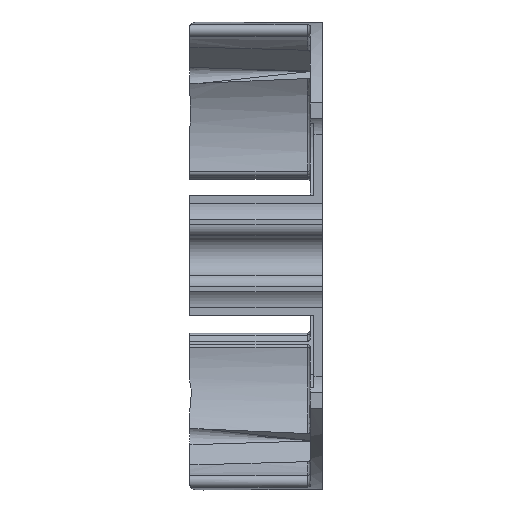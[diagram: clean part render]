
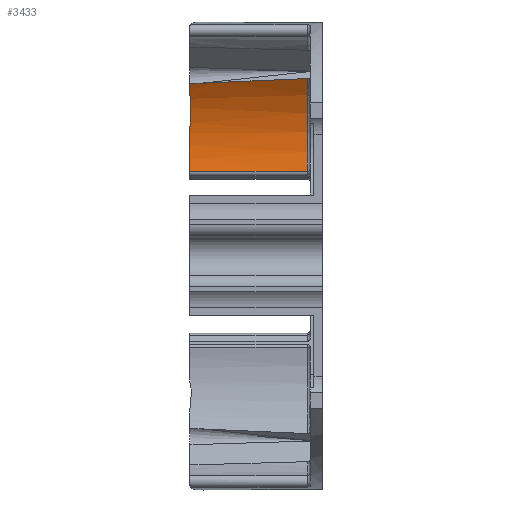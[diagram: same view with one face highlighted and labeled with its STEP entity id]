
A CAD part, top view. The second image highlights one B-rep face of the part: STEP entity #3433.
In plain terms, the highlighted cylindrical face has radius 9.3 mm (diameter 18.6 mm), a partial arc.
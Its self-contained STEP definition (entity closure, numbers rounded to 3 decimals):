
#56=ELLIPSE('',#3888,177.698,9.3);
#212=B_SPLINE_CURVE_WITH_KNOTS('',3,(#6882,#6883,#6884,#6885,#6886,#6887,
#6888,#6889),.UNSPECIFIED.,.F.,.F.,(4,2,2,4),(1.032,1.063,
1.176,1.217),.UNSPECIFIED.);
#216=B_SPLINE_CURVE_WITH_KNOTS('',3,(#6963,#6964,#6965,#6966),
 .UNSPECIFIED.,.F.,.F.,(4,4),(1.497,1.587),
 .UNSPECIFIED.);
#471=FACE_OUTER_BOUND('',#673,.T.);
#673=EDGE_LOOP('',(#3113,#3114,#3115,#3116,#3117,#3118,#3119));
#813=LINE('',#7115,#983);
#983=VECTOR('',#4796,10.);
#1174=CIRCLE('',#3676,9.3);
#1229=CIRCLE('',#3777,9.3);
#1247=CIRCLE('',#3839,9.3);
#1468=VERTEX_POINT('',#6622);
#1469=VERTEX_POINT('',#6626);
#1518=VERTEX_POINT('',#6880);
#1519=VERTEX_POINT('',#6881);
#1527=VERTEX_POINT('',#6927);
#1535=VERTEX_POINT('',#6962);
#1578=VERTEX_POINT('',#7114);
#1879=EDGE_CURVE('',#1469,#1468,#1174,.T.);
#1965=EDGE_CURVE('',#1518,#1519,#212,.T.);
#1982=EDGE_CURVE('',#1519,#1527,#1229,.F.);
#1997=EDGE_CURVE('',#1535,#1527,#216,.F.);
#2066=EDGE_CURVE('',#1468,#1578,#813,.T.);
#2068=EDGE_CURVE('',#1578,#1518,#1247,.F.);
#2115=EDGE_CURVE('',#1469,#1535,#56,.F.);
#3113=ORIENTED_EDGE('',*,*,#1879,.F.);
#3114=ORIENTED_EDGE('',*,*,#2115,.T.);
#3115=ORIENTED_EDGE('',*,*,#1997,.T.);
#3116=ORIENTED_EDGE('',*,*,#1982,.F.);
#3117=ORIENTED_EDGE('',*,*,#1965,.F.);
#3118=ORIENTED_EDGE('',*,*,#2068,.F.);
#3119=ORIENTED_EDGE('',*,*,#2066,.F.);
#3240=CYLINDRICAL_SURFACE('',#3887,9.3);
#3433=ADVANCED_FACE('',(#471),#3240,.F.);
#3676=AXIS2_PLACEMENT_3D('',#6637,#4400,#4401);
#3777=AXIS2_PLACEMENT_3D('',#6928,#4632,#4633);
#3839=AXIS2_PLACEMENT_3D('',#7118,#4801,#4802);
#3887=AXIS2_PLACEMENT_3D('',#7213,#4932,#4933);
#3888=AXIS2_PLACEMENT_3D('',#7214,#4934,#4935);
#4400=DIRECTION('center_axis',(-1.,0.,0.));
#4401=DIRECTION('ref_axis',(0.,0.2,-0.98));
#4632=DIRECTION('center_axis',(-1.,0.,0.));
#4633=DIRECTION('ref_axis',(0.,1.,0.));
#4796=DIRECTION('',(-1.,0.,0.));
#4801=DIRECTION('center_axis',(-1.,0.,0.));
#4802=DIRECTION('ref_axis',(0.,1.,0.));
#4932=DIRECTION('center_axis',(-1.,0.,0.));
#4933=DIRECTION('ref_axis',(0.,1.,0.));
#4934=DIRECTION('center_axis',(0.052,-0.681,-0.73));
#4935=DIRECTION('ref_axis',(0.999,0.036,0.038));
#6622=CARTESIAN_POINT('',(-0.25,7.044,-3.735));
#6626=CARTESIAN_POINT('',(-0.25,14.717,-2.175));
#6637=CARTESIAN_POINT('Origin',(-0.25,9.2,5.312));
#6880=CARTESIAN_POINT('',(-10.,10.191,-3.935));
#6881=CARTESIAN_POINT('',(-10.,13.811,-2.765));
#6882=CARTESIAN_POINT('Ctrl Pts',(-10.,10.191,-3.935));
#6883=CARTESIAN_POINT('Ctrl Pts',(-10.,10.324,-3.921));
#6884=CARTESIAN_POINT('Ctrl Pts',(-9.996,10.456,-3.904));
#6885=CARTESIAN_POINT('Ctrl Pts',(-9.966,11.065,-3.812));
#6886=CARTESIAN_POINT('Ctrl Pts',(-9.877,11.793,-3.684));
#6887=CARTESIAN_POINT('Ctrl Pts',(-9.967,13.143,-3.12));
#6888=CARTESIAN_POINT('Ctrl Pts',(-10.,13.485,-2.951));
#6889=CARTESIAN_POINT('Ctrl Pts',(-10.,13.811,-2.765));
#6927=CARTESIAN_POINT('',(-10.,14.29,-2.472));
#6928=CARTESIAN_POINT('Origin',(-10.,9.2,5.312));
#6962=CARTESIAN_POINT('',(-9.05,14.33,-2.445));
#6963=CARTESIAN_POINT('Ctrl Pts',(-10.,14.29,-2.472));
#6964=CARTESIAN_POINT('Ctrl Pts',(-9.682,14.303,-2.463));
#6965=CARTESIAN_POINT('Ctrl Pts',(-9.365,14.316,-2.455));
#6966=CARTESIAN_POINT('Ctrl Pts',(-9.05,14.33,-2.445));
#7114=CARTESIAN_POINT('',(-10.,7.044,-3.735));
#7115=CARTESIAN_POINT('',(0.,7.044,-3.735));
#7118=CARTESIAN_POINT('Origin',(-10.,9.2,5.312));
#7213=CARTESIAN_POINT('Origin',(0.,9.2,5.312));
#7214=CARTESIAN_POINT('Origin',(32.438,9.2,5.312));
